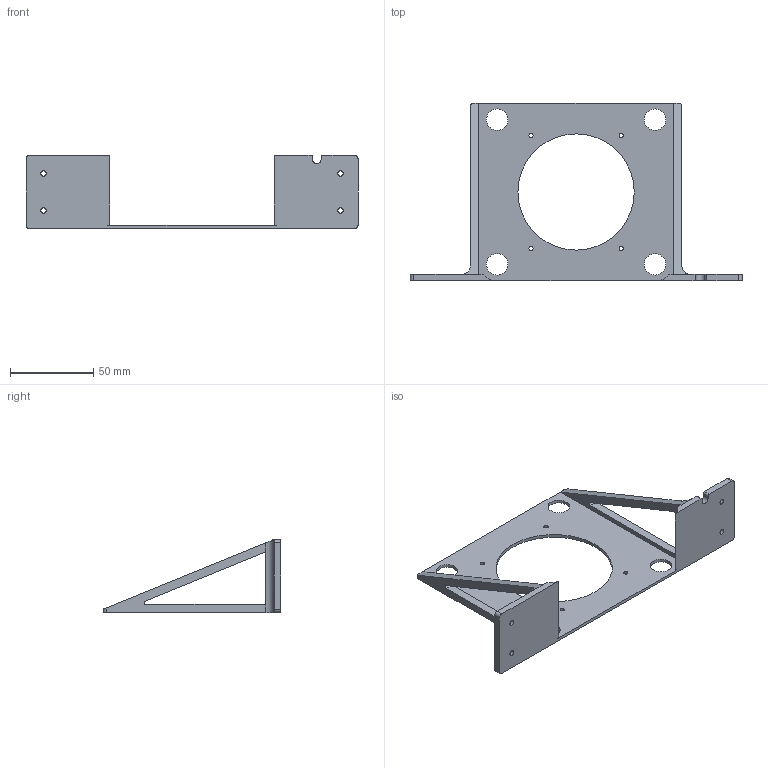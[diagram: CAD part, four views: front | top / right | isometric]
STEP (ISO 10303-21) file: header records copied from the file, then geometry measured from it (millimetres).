
FILE_DESCRIPTION(('HOOPS Exchange Step'),'2;1');
FILE_NAME('temp_export','2025-09-13T18:28:52+02:00',('cb'),('Shapr3D Limited'),'HOOPS Exchange 2025.5','Shapr3D','Authorized');
FILE_SCHEMA( ('AP242_MANAGED_MODEL_BASED_3D_ENGINEERING_MIM_LF {1 0 10303 442 1 1 4}') );
Length unit declared in the file: millimetre
Products named in the file (1): Tray-1U-GMKTec-G3
Bounding box: 199.8 x 107 x 44 mm (x, y, z)
Volume: 44297.9 mm3; surface area: 35162.8 mm2
Topology: 1 solids, 1 shells, 60 faces, 180 edges, 120 vertices
Faces by surface type: cylinder 32, plane 28
Full cylindrical faces by diameter (mm): 2.5 x4, 3.3 x4, 13 x4, 70 x1
Entity records: 2154 total; most frequent: DIRECTION 378, CARTESIAN_POINT 362, ORIENTED_EDGE 360, EDGE_CURVE 180, AXIS2_PLACEMENT_3D 136, VERTEX_POINT 120, VECTOR 106, LINE 106
